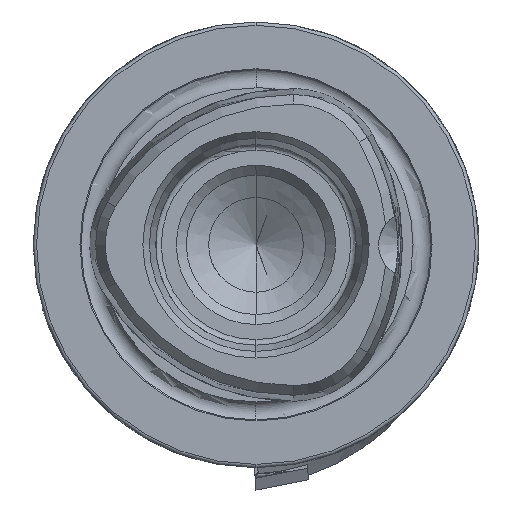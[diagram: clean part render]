
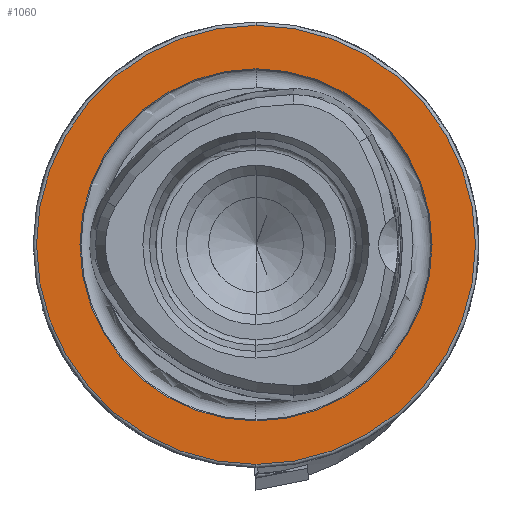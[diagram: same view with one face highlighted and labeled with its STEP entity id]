
A CAD part, left-side view. The second image highlights one B-rep face of the part: STEP entity #1060.
In plain terms, the highlighted planar face has unit normal (-1, 0, 0).
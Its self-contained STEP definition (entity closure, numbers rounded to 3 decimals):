
#169 = AXIS2_PLACEMENT_3D ( 'NONE', #1393, #1394, #1395 ) ;
#170 = AXIS2_PLACEMENT_3D ( 'NONE', #1390, #1391, #1392 ) ;
#252 = AXIS2_PLACEMENT_3D ( 'NONE', #8792, #8793, #8794 ) ;
#258 = AXIS2_PLACEMENT_3D ( 'NONE', #8758, #8759, #8760 ) ;
#418 = AXIS2_PLACEMENT_3D ( 'NONE', #1337, #1325, #1324 ) ;
#1060 = ADVANCED_FACE ( 'NONE', ( #3128, #3123 ), #1327, .F. ) ;
#1324 = DIRECTION ( 'NONE',  ( 0., 0., -1. ) ) ;
#1325 = DIRECTION ( 'NONE',  ( 1., 0., 0. ) ) ;
#1327 = PLANE ( 'NONE',  #418 ) ;
#1337 = CARTESIAN_POINT ( 'NONE',  ( 0., 15.8, 0. ) ) ;
#1390 = CARTESIAN_POINT ( 'NONE',  ( 0., 0., 0. ) ) ;
#1391 = DIRECTION ( 'NONE',  ( -1., 0., 0. ) ) ;
#1392 = DIRECTION ( 'NONE',  ( 0., 0., 1. ) ) ;
#1393 = CARTESIAN_POINT ( 'NONE',  ( 0., 0., 0. ) ) ;
#1394 = DIRECTION ( 'NONE',  ( -1., 0., 0. ) ) ;
#1395 = DIRECTION ( 'NONE',  ( 0., 0., 1. ) ) ;
#3123 = FACE_OUTER_BOUND ( 'NONE', #10062, .T. ) ;
#3128 = FACE_BOUND ( 'NONE', #10068, .T. ) ;
#3379 = CIRCLE ( 'NONE', #258, 19.7 ) ;
#3395 = CIRCLE ( 'NONE', #252, 15.8 ) ;
#3548 = CIRCLE ( 'NONE', #170, 19.7 ) ;
#3549 = CIRCLE ( 'NONE', #169, 15.8 ) ;
#4441 = EDGE_CURVE ( 'NONE', #6133, #6018, #3379, .T. ) ;
#4449 = EDGE_CURVE ( 'NONE', #8489, #7722, #3395, .T. ) ;
#5177 = EDGE_CURVE ( 'NONE', #6018, #6133, #3548, .T. ) ;
#5178 = EDGE_CURVE ( 'NONE', #7722, #8489, #3549, .T. ) ;
#6018 = VERTEX_POINT ( 'NONE', #9360 ) ;
#6133 = VERTEX_POINT ( 'NONE', #9475 ) ;
#7722 = VERTEX_POINT ( 'NONE', #9550 ) ;
#8489 = VERTEX_POINT ( 'NONE', #9807 ) ;
#8758 = CARTESIAN_POINT ( 'NONE',  ( 0., 0., 0. ) ) ;
#8759 = DIRECTION ( 'NONE',  ( -1., 0., 0. ) ) ;
#8760 = DIRECTION ( 'NONE',  ( 0., 0., 1. ) ) ;
#8792 = CARTESIAN_POINT ( 'NONE',  ( 0., 0., 0. ) ) ;
#8793 = DIRECTION ( 'NONE',  ( -1., 0., 0. ) ) ;
#8794 = DIRECTION ( 'NONE',  ( 0., 0., 1. ) ) ;
#9303 = ORIENTED_EDGE ( 'NONE', *, *, #5178, .F. ) ;
#9304 = ORIENTED_EDGE ( 'NONE', *, *, #4449, .F. ) ;
#9305 = ORIENTED_EDGE ( 'NONE', *, *, #4441, .T. ) ;
#9306 = ORIENTED_EDGE ( 'NONE', *, *, #5177, .T. ) ;
#9360 = CARTESIAN_POINT ( 'NONE',  ( 0., 0., -19.7 ) ) ;
#9475 = CARTESIAN_POINT ( 'NONE',  ( 0., 0., 19.7 ) ) ;
#9550 = CARTESIAN_POINT ( 'NONE',  ( 0., 0., 15.8 ) ) ;
#9807 = CARTESIAN_POINT ( 'NONE',  ( 0., 0., -15.8 ) ) ;
#10062 = EDGE_LOOP ( 'NONE', ( #9305, #9306 ) ) ;
#10068 = EDGE_LOOP ( 'NONE', ( #9303, #9304 ) ) ;
